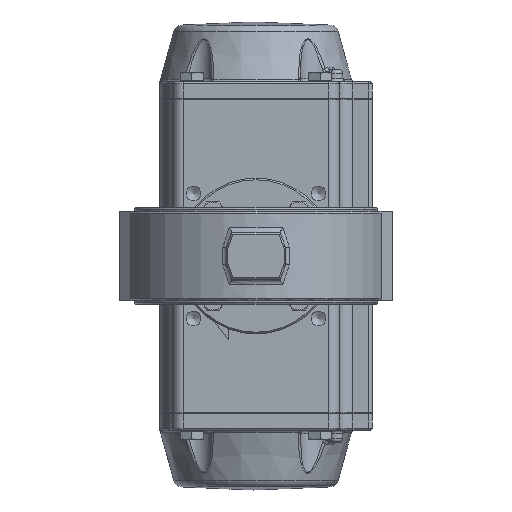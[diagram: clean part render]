
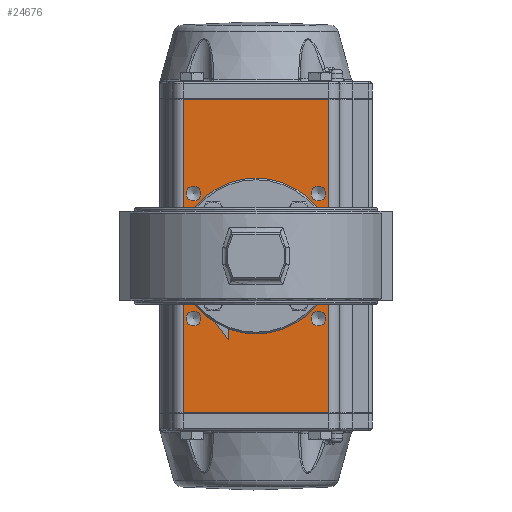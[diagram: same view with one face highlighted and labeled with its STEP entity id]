
A CAD part, front view. The second image highlights one B-rep face of the part: STEP entity #24676.
In plain terms, the highlighted planar face has unit normal (0, -1, 0).
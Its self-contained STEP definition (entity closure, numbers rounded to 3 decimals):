
#1623=CIRCLE('',#26817,3.4);
#1625=CIRCLE('',#26821,3.4);
#1627=CIRCLE('',#26825,3.4);
#1629=CIRCLE('',#26829,3.4);
#1631=CIRCLE('',#26833,4.25);
#1633=CIRCLE('',#26837,4.25);
#1635=CIRCLE('',#26841,4.25);
#1637=CIRCLE('',#26845,4.25);
#1638=CIRCLE('',#26847,20.5);
#3417=LINE('',#49735,#4803);
#3418=LINE('',#49741,#4804);
#3419=LINE('',#49744,#4805);
#3420=LINE('',#49745,#4806);
#4803=VECTOR('',#32355,1000.);
#4804=VECTOR('',#32362,1000.);
#4805=VECTOR('',#32363,1000.);
#4806=VECTOR('',#32364,1000.);
#10236=ORIENTED_EDGE('',*,*,#14042,.T.);
#10237=ORIENTED_EDGE('',*,*,#14043,.T.);
#10238=ORIENTED_EDGE('',*,*,#14039,.F.);
#10239=ORIENTED_EDGE('',*,*,#14044,.T.);
#10240=ORIENTED_EDGE('',*,*,#13913,.T.);
#10241=ORIENTED_EDGE('',*,*,#13912,.F.);
#10242=ORIENTED_EDGE('',*,*,#13910,.F.);
#10243=ORIENTED_EDGE('',*,*,#13908,.F.);
#10244=ORIENTED_EDGE('',*,*,#13906,.F.);
#10245=ORIENTED_EDGE('',*,*,#13904,.F.);
#10246=ORIENTED_EDGE('',*,*,#13902,.F.);
#10247=ORIENTED_EDGE('',*,*,#13900,.F.);
#10248=ORIENTED_EDGE('',*,*,#13898,.F.);
#13898=EDGE_CURVE('',#16231,#16231,#1623,.T.);
#13900=EDGE_CURVE('',#16234,#16234,#1625,.T.);
#13902=EDGE_CURVE('',#16237,#16237,#1627,.T.);
#13904=EDGE_CURVE('',#16240,#16240,#1629,.T.);
#13906=EDGE_CURVE('',#16243,#16243,#1631,.T.);
#13908=EDGE_CURVE('',#16246,#16246,#1633,.T.);
#13910=EDGE_CURVE('',#16249,#16249,#1635,.T.);
#13912=EDGE_CURVE('',#16252,#16252,#1637,.T.);
#13913=EDGE_CURVE('',#16253,#16253,#1638,.T.);
#14039=EDGE_CURVE('',#16359,#16360,#3417,.T.);
#14042=EDGE_CURVE('',#16361,#16362,#3418,.T.);
#14043=EDGE_CURVE('',#16362,#16360,#3419,.T.);
#14044=EDGE_CURVE('',#16359,#16361,#3420,.T.);
#16231=VERTEX_POINT('',#49415);
#16234=VERTEX_POINT('',#49422);
#16237=VERTEX_POINT('',#49429);
#16240=VERTEX_POINT('',#49436);
#16243=VERTEX_POINT('',#49443);
#16246=VERTEX_POINT('',#49450);
#16249=VERTEX_POINT('',#49457);
#16252=VERTEX_POINT('',#49464);
#16253=VERTEX_POINT('',#49467);
#16359=VERTEX_POINT('',#49736);
#16360=VERTEX_POINT('',#49737);
#16361=VERTEX_POINT('',#49742);
#16362=VERTEX_POINT('',#49743);
#18552=EDGE_LOOP('',(#10236,#10237,#10238,#10239));
#18553=EDGE_LOOP('',(#10240));
#18554=EDGE_LOOP('',(#10241));
#18555=EDGE_LOOP('',(#10242));
#18556=EDGE_LOOP('',(#10243));
#18557=EDGE_LOOP('',(#10244));
#18558=EDGE_LOOP('',(#10245));
#18559=EDGE_LOOP('',(#10246));
#18560=EDGE_LOOP('',(#10247));
#18561=EDGE_LOOP('',(#10248));
#20214=FACE_BOUND('',#18552,.T.);
#20215=FACE_BOUND('',#18553,.T.);
#20216=FACE_BOUND('',#18554,.T.);
#20217=FACE_BOUND('',#18555,.T.);
#20218=FACE_BOUND('',#18556,.T.);
#20219=FACE_BOUND('',#18557,.T.);
#20220=FACE_BOUND('',#18558,.T.);
#20221=FACE_BOUND('',#18559,.T.);
#20222=FACE_BOUND('',#18560,.T.);
#20223=FACE_BOUND('',#18561,.T.);
#20913=PLANE('',#26932);
#24676=ADVANCED_FACE('',(#20214,#20215,#20216,#20217,#20218,#20219,#20220,
#20221,#20222,#20223),#20913,.F.);
#26817=AXIS2_PLACEMENT_3D('',#49414,#32065,#32066);
#26821=AXIS2_PLACEMENT_3D('',#49421,#32073,#32074);
#26825=AXIS2_PLACEMENT_3D('',#49428,#32081,#32082);
#26829=AXIS2_PLACEMENT_3D('',#49435,#32089,#32090);
#26833=AXIS2_PLACEMENT_3D('',#49442,#32097,#32098);
#26837=AXIS2_PLACEMENT_3D('',#49449,#32105,#32106);
#26841=AXIS2_PLACEMENT_3D('',#49456,#32113,#32114);
#26845=AXIS2_PLACEMENT_3D('',#49463,#32121,#32122);
#26847=AXIS2_PLACEMENT_3D('',#49466,#32125,#32126);
#26932=AXIS2_PLACEMENT_3D('',#49740,#32360,#32361);
#32065=DIRECTION('',(0.,-1.,0.));
#32066=DIRECTION('',(0.,0.,-1.));
#32073=DIRECTION('',(0.,-1.,0.));
#32074=DIRECTION('',(0.,0.,-1.));
#32081=DIRECTION('',(0.,-1.,0.));
#32082=DIRECTION('',(0.,0.,-1.));
#32089=DIRECTION('',(0.,-1.,0.));
#32090=DIRECTION('',(0.,0.,-1.));
#32097=DIRECTION('',(0.,-1.,0.));
#32098=DIRECTION('',(0.,0.,-1.));
#32105=DIRECTION('',(0.,-1.,0.));
#32106=DIRECTION('',(0.,0.,-1.));
#32113=DIRECTION('',(0.,-1.,0.));
#32114=DIRECTION('',(0.,0.,-1.));
#32121=DIRECTION('',(0.,-1.,0.));
#32122=DIRECTION('',(0.,0.,-1.));
#32125=DIRECTION('',(0.,1.,0.));
#32126=DIRECTION('',(0.,0.,1.));
#32355=DIRECTION('',(0.,0.,-1.));
#32360=DIRECTION('',(0.,1.,0.));
#32361=DIRECTION('',(1.,0.,0.));
#32362=DIRECTION('',(0.,0.,-1.));
#32363=DIRECTION('',(1.,0.,0.));
#32364=DIRECTION('',(-1.,0.,0.));
#49414=CARTESIAN_POINT('',(24.749,-64.,24.749));
#49415=CARTESIAN_POINT('',(24.749,-64.,21.349));
#49421=CARTESIAN_POINT('',(24.749,-64.,-24.749));
#49422=CARTESIAN_POINT('',(24.749,-64.,-28.149));
#49428=CARTESIAN_POINT('',(-24.749,-64.,-24.749));
#49429=CARTESIAN_POINT('',(-24.749,-64.,-28.149));
#49435=CARTESIAN_POINT('',(-24.749,-64.,24.749));
#49436=CARTESIAN_POINT('',(-24.749,-64.,21.349));
#49442=CARTESIAN_POINT('',(36.062,-64.,36.062));
#49443=CARTESIAN_POINT('',(36.062,-64.,31.812));
#49449=CARTESIAN_POINT('',(36.062,-64.,-36.062));
#49450=CARTESIAN_POINT('',(36.062,-64.,-40.312));
#49456=CARTESIAN_POINT('',(-36.062,-64.,-36.062));
#49457=CARTESIAN_POINT('',(-36.062,-64.,-40.312));
#49463=CARTESIAN_POINT('',(-36.062,-64.,36.062));
#49464=CARTESIAN_POINT('',(-36.062,-64.,31.812));
#49466=CARTESIAN_POINT('',(0.,-64.,0.));
#49467=CARTESIAN_POINT('',(0.,-64.,20.5));
#49735=CARTESIAN_POINT('',(42.,-64.,91.));
#49736=CARTESIAN_POINT('',(42.,-64.,90.5));
#49737=CARTESIAN_POINT('',(42.,-64.,-90.5));
#49740=CARTESIAN_POINT('',(-42.,-64.,91.));
#49741=CARTESIAN_POINT('',(-42.,-64.,91.));
#49742=CARTESIAN_POINT('',(-42.,-64.,90.5));
#49743=CARTESIAN_POINT('',(-42.,-64.,-90.5));
#49744=CARTESIAN_POINT('',(-42.,-64.,-90.5));
#49745=CARTESIAN_POINT('',(-42.,-64.,90.5));
